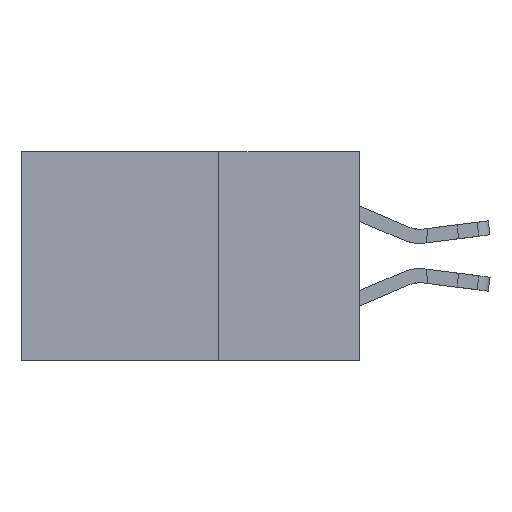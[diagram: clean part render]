
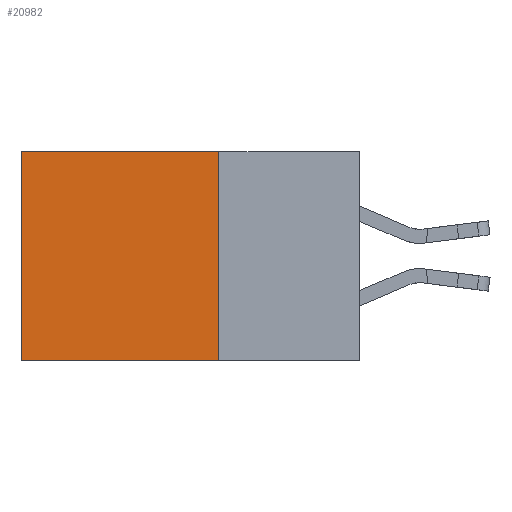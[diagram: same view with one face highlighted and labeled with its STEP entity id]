
A CAD part, left-side view. The second image highlights one B-rep face of the part: STEP entity #20982.
In plain terms, the highlighted planar face has unit normal (-1, 0, 0).
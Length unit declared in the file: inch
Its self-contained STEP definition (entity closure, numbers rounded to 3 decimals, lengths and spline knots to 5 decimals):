
#596 = CARTESIAN_POINT ( 'NONE',  ( 0.2875, 0.25, 0. ) ) ;
#820 = LINE ( 'NONE', #25363, #18126 ) ;
#828 = ORIENTED_EDGE ( 'NONE', *, *, #12640, .T. ) ;
#1153 = VECTOR ( 'NONE', #5198, 39.37008 ) ;
#4709 = EDGE_CURVE ( 'NONE', #23171, #4787, #26015, .T. ) ;
#4787 = VERTEX_POINT ( 'NONE', #23185 ) ;
#5198 = DIRECTION ( 'NONE',  ( 0., 0., -1. ) ) ;
#5583 = EDGE_CURVE ( 'NONE', #16623, #4787, #21546, .T. ) ;
#6190 = DIRECTION ( 'NONE',  ( 1., 0., 0. ) ) ;
#8603 = ORIENTED_EDGE ( 'NONE', *, *, #8695, .F. ) ;
#8695 = EDGE_CURVE ( 'NONE', #22405, #23171, #24376, .T. ) ;
#8916 = DIRECTION ( 'NONE',  ( 0., 1., 0. ) ) ;
#10636 = CARTESIAN_POINT ( 'NONE',  ( 0.2875, 0.25, 0. ) ) ;
#10702 = CARTESIAN_POINT ( 'NONE',  ( 0.2875, 0.25, -0.37 ) ) ;
#10859 = CARTESIAN_POINT ( 'NONE',  ( 0.2875, 0.25, -0.37 ) ) ;
#10916 = AXIS2_PLACEMENT_3D ( 'NONE', #14686, #6190, #16562 ) ;
#10949 = DIRECTION ( 'NONE',  ( 0., 1., 0. ) ) ;
#12204 = FACE_OUTER_BOUND ( 'NONE', #20381, .T. ) ;
#12640 = EDGE_CURVE ( 'NONE', #22405, #16623, #820, .T. ) ;
#14686 = CARTESIAN_POINT ( 'NONE',  ( 0.2875, 0.25, 0. ) ) ;
#14758 = DIRECTION ( 'NONE',  ( 0., 0., -1. ) ) ;
#16562 = DIRECTION ( 'NONE',  ( 0., 0., -1. ) ) ;
#16623 = VERTEX_POINT ( 'NONE', #25061 ) ;
#18126 = VECTOR ( 'NONE', #8916, 39.37008 ) ;
#18278 = VECTOR ( 'NONE', #14758, 39.37008 ) ;
#19829 = ORIENTED_EDGE ( 'NONE', *, *, #5583, .T. ) ;
#20381 = EDGE_LOOP ( 'NONE', ( #19829, #25219, #8603, #828 ) ) ;
#20691 = VECTOR ( 'NONE', #10949, 39.37008 ) ;
#20982 = ADVANCED_FACE ( 'NONE', ( #12204 ), #23112, .F. ) ;
#21546 = LINE ( 'NONE', #22366, #18278 ) ;
#22366 = CARTESIAN_POINT ( 'NONE',  ( 0.2875, 0.6, 0. ) ) ;
#22405 = VERTEX_POINT ( 'NONE', #10636 ) ;
#23112 = PLANE ( 'NONE',  #10916 ) ;
#23171 = VERTEX_POINT ( 'NONE', #10702 ) ;
#23185 = CARTESIAN_POINT ( 'NONE',  ( 0.2875, 0.6, -0.37 ) ) ;
#24376 = LINE ( 'NONE', #596, #1153 ) ;
#25061 = CARTESIAN_POINT ( 'NONE',  ( 0.2875, 0.6, 0. ) ) ;
#25219 = ORIENTED_EDGE ( 'NONE', *, *, #4709, .F. ) ;
#25363 = CARTESIAN_POINT ( 'NONE',  ( 0.2875, 0.25, 0. ) ) ;
#26015 = LINE ( 'NONE', #10859, #20691 ) ;
